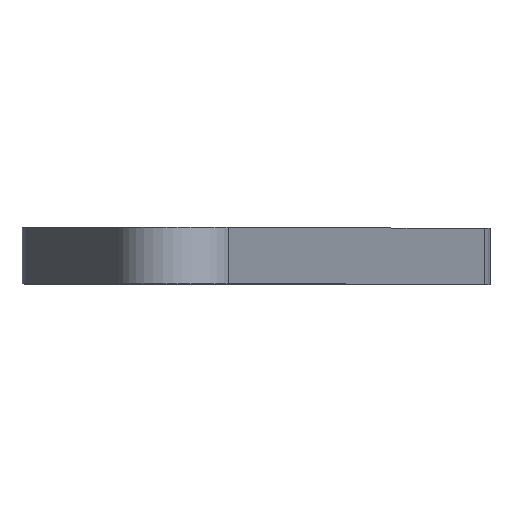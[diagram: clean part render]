
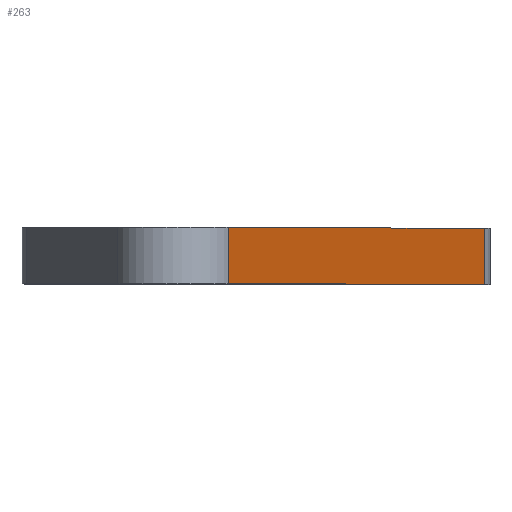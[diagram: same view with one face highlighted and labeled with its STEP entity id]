
A CAD part, top view. The second image highlights one B-rep face of the part: STEP entity #263.
In plain terms, the highlighted planar face has unit normal (0.902, 0, 0.431).
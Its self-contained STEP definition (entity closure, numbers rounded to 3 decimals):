
#33=FACE_OUTER_BOUND('',#49,.T.);
#49=EDGE_LOOP('',(#229,#230,#231,#232));
#66=LINE('',#393,#90);
#82=LINE('',#446,#106);
#85=LINE('',#452,#109);
#86=LINE('',#454,#110);
#90=VECTOR('',#314,63.347);
#106=VECTOR('',#364,63.347);
#109=VECTOR('',#373,6.);
#110=VECTOR('',#376,6.);
#115=VERTEX_POINT('',#390);
#116=VERTEX_POINT('',#392);
#135=VERTEX_POINT('',#443);
#136=VERTEX_POINT('',#445);
#139=EDGE_CURVE('',#116,#115,#66,.T.);
#165=EDGE_CURVE('',#135,#136,#82,.T.);
#169=EDGE_CURVE('',#115,#136,#85,.T.);
#170=EDGE_CURVE('',#116,#135,#86,.T.);
#229=ORIENTED_EDGE('',*,*,#139,.T.);
#230=ORIENTED_EDGE('',*,*,#169,.T.);
#231=ORIENTED_EDGE('',*,*,#165,.F.);
#232=ORIENTED_EDGE('',*,*,#170,.F.);
#251=PLANE('',#303);
#263=ADVANCED_FACE('',(#33),#251,.T.);
#303=AXIS2_PLACEMENT_3D('',#453,#374,#375);
#314=DIRECTION('',(0.431,0.,-0.902));
#364=DIRECTION('',(0.431,0.,-0.902));
#373=DIRECTION('',(0.,1.,0.));
#374=DIRECTION('center_axis',(0.902,0.,0.431));
#375=DIRECTION('ref_axis',(0.431,0.,-0.902));
#376=DIRECTION('',(0.,1.,0.));
#390=CARTESIAN_POINT('',(-1.967,18.5,-133.948));
#392=CARTESIAN_POINT('',(-29.285,18.5,-76.795));
#393=CARTESIAN_POINT('',(-29.285,18.5,-76.795));
#443=CARTESIAN_POINT('',(-29.285,24.5,-76.795));
#445=CARTESIAN_POINT('',(-1.967,24.5,-133.948));
#446=CARTESIAN_POINT('',(-29.285,24.5,-76.795));
#452=CARTESIAN_POINT('',(-1.967,18.5,-133.948));
#453=CARTESIAN_POINT('Origin',(-29.285,18.5,-76.795));
#454=CARTESIAN_POINT('',(-29.285,18.5,-76.795));
